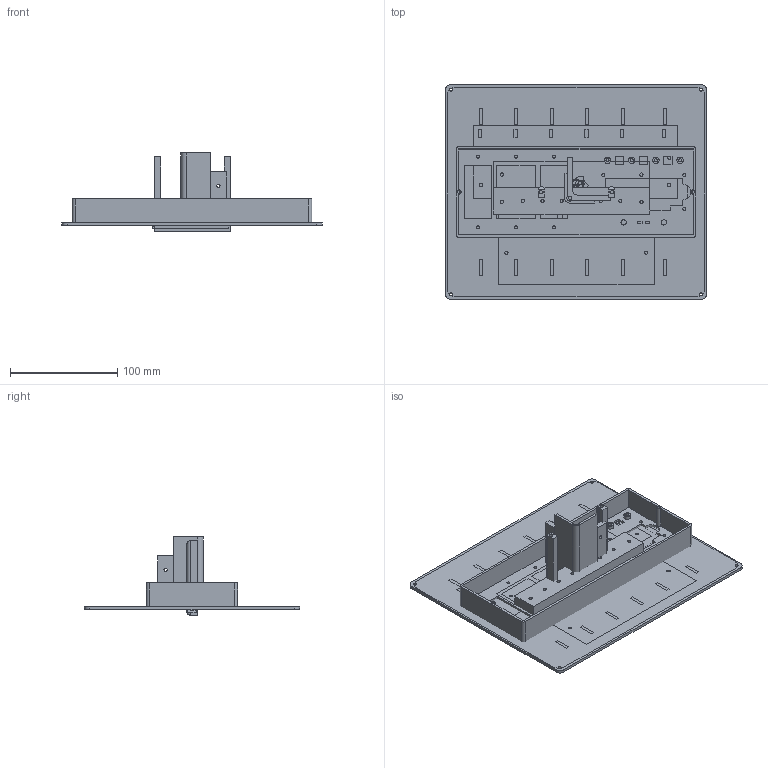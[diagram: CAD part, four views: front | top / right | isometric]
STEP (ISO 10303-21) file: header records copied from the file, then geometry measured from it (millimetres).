
FILE_DESCRIPTION( ( '' ), ' ' );
FILE_NAME( '5d08d0c0fa744c1830c6796a.step', '2019-06-18T11:53:37', ( '' ), ( '' ), ' ', ' ', ' ' );
FILE_SCHEMA( ( 'AUTOMOTIVE_DESIGN { 1 0 10303 214 1 1 1 1 }' ) );
Length unit declared in the file: metre
Products named in the file (28): Part 28; Part 27; Part 26; Part 25; Part 24; Part 23; Part 22; Part 21; Part 20; Part 19; Part 18; Part 17; Part 16; Part 15; Part 14; Part 13; Part 12; Part 11; Part 10; Part 9; Part 8; Part 7; Part 6; Part 5; Part 4; Part 3; Part 2; Part 1
Bounding box: 242.65 x 200.3 x 72.65 mm (x, y, z)
Volume: 530240.6 mm3; surface area: 371752.1 mm2
Topology: 28 solids, 28 shells, 741 faces, 1902 edges, 1264 vertices
Faces by surface type: plane 481, extrusion 147, cylinder 113
Full cylindrical faces by diameter (mm): 2.5 x4, 2.8 x19, 3 x30, 4.5 x1, 5 x2, 6 x8, 12.5 x1
Entity records: 28671 total; most frequent: CARTESIAN_POINT 4830, ORIENTED_EDGE 3662, DIRECTION 3134, EDGE_CURVE 1831, VECTOR 1466, LINE 1319, VERTEX_POINT 1258, EDGE_LOOP 989
